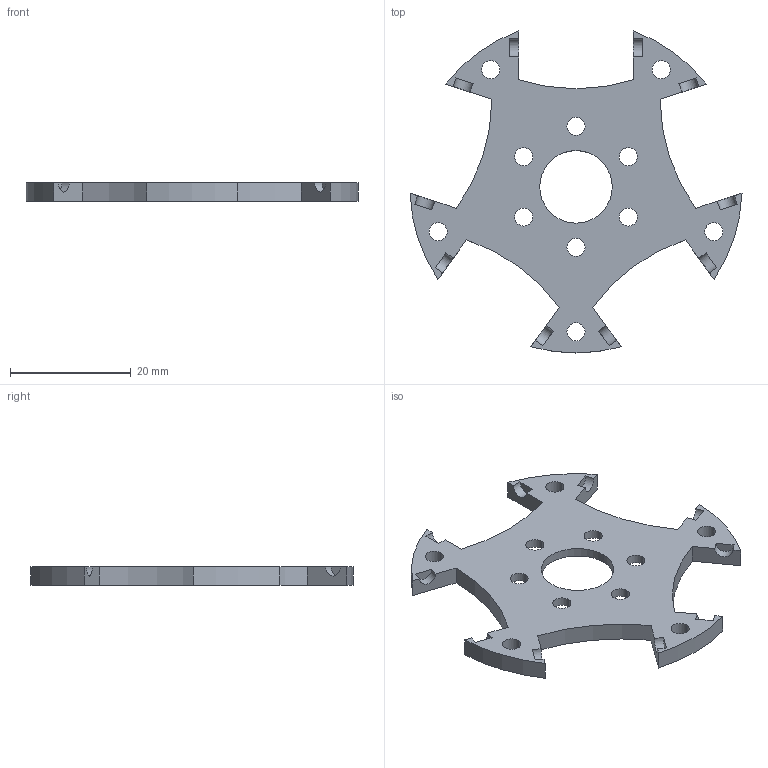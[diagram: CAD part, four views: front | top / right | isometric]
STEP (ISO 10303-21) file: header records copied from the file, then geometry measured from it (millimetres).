
FILE_DESCRIPTION (( 'STEP AP214' ), '1' );
FILE_NAME ('Side Plate.STEP', '2023-07-24T14:58:46', ( '' ), ( '' ), 'SwSTEP 2.0', 'SolidWorks 2022', '' );
FILE_SCHEMA (( 'AUTOMOTIVE_DESIGN' ));
Length unit declared in the file: millimetre
Products named in the file (1): Side Plate
Bounding box: 54.96 x 53.31 x 3 mm (x, y, z)
Volume: 2904 mm3; surface area: 3631.1 mm2
Topology: 1 solids, 1 shells, 69 faces, 198 edges, 132 vertices
Faces by surface type: cylinder 46, plane 23
Entity records: 2397 total; most frequent: DIRECTION 430, CARTESIAN_POINT 400, ORIENTED_EDGE 396, EDGE_CURVE 198, AXIS2_PLACEMENT_3D 162, VERTEX_POINT 132, VECTOR 106, LINE 106
